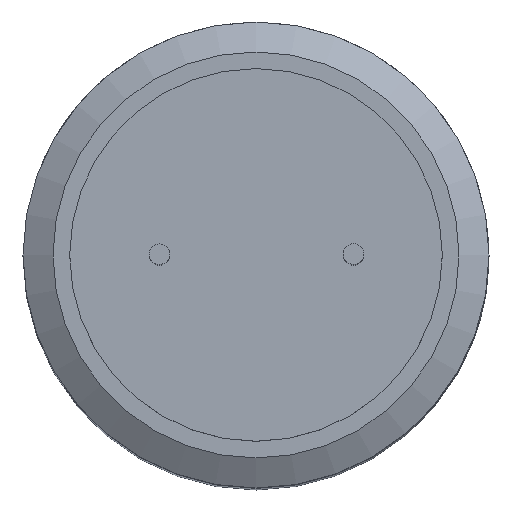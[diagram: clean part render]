
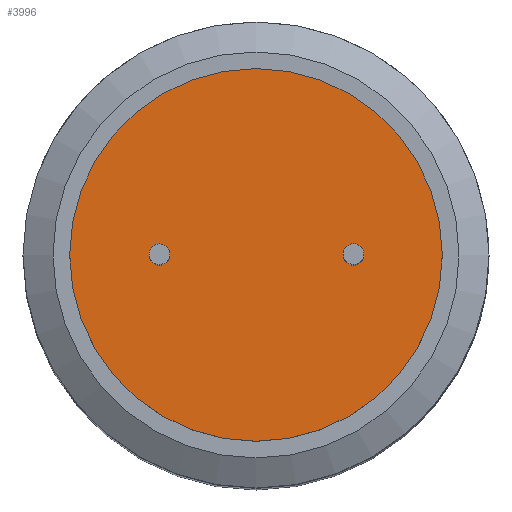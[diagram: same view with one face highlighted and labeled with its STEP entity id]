
A CAD part, top view. The second image highlights one B-rep face of the part: STEP entity #3996.
In plain terms, the highlighted planar face has unit normal (0, 0, 1).
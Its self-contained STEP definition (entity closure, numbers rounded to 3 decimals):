
#513=CIRCLE('',#4189,7.196);
#738=FACE_OUTER_BOUND('',#976,.T.);
#976=EDGE_LOOP('',(#3662));
#1896=VERTEX_POINT('',#13021);
#2489=EDGE_CURVE('',#1896,#1896,#513,.T.);
#3662=ORIENTED_EDGE('',*,*,#2489,.T.);
#3782=PLANE('',#4191);
#3996=ADVANCED_FACE('',(#738),#3782,.T.);
#4189=AXIS2_PLACEMENT_3D('',#13022,#4784,#4785);
#4191=AXIS2_PLACEMENT_3D('',#13026,#4789,#4790);
#4784=DIRECTION('center_axis',(0.,0.,
1.));
#4785=DIRECTION('ref_axis',(1.,0.,0.));
#4789=DIRECTION('center_axis',(0.,0.,
1.));
#4790=DIRECTION('ref_axis',(1.,0.,0.));
#13021=CARTESIAN_POINT('',(-15.821,9.,-43.53));
#13022=CARTESIAN_POINT('Origin',(-8.626,9.,-43.53));
#13026=CARTESIAN_POINT('Origin',(-8.626,9.,-43.53));
